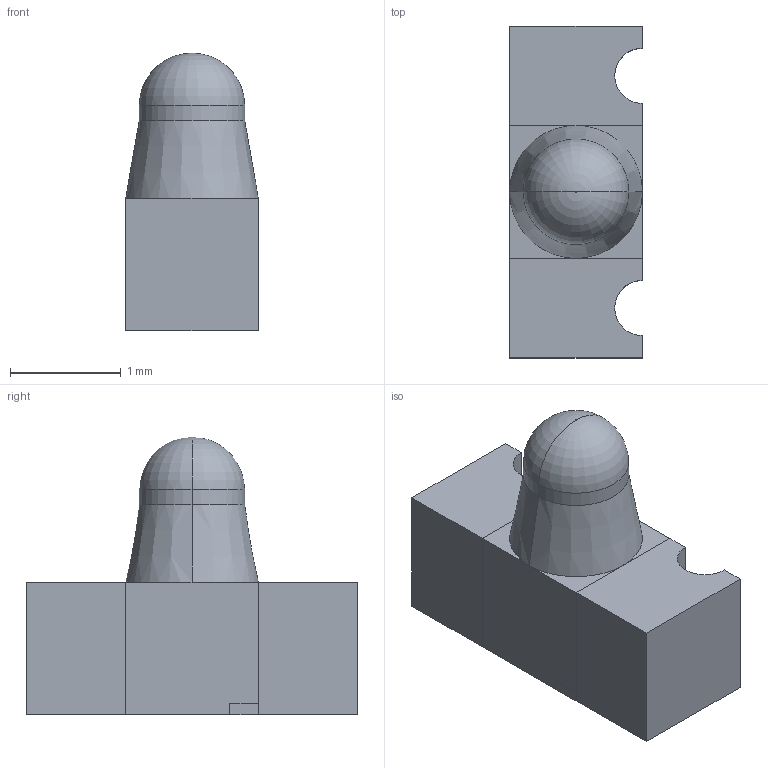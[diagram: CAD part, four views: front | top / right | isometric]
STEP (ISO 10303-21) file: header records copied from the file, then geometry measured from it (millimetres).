
FILE_DESCRIPTION (( 'STEP AP214' ), '1' );
FILE_NAME ('VSMY14940.STEP', '2022-12-21T19:49:26', ( '' ), ( '' ), 'SwSTEP 2.0', 'SolidWorks 2022', '' );
FILE_SCHEMA (( 'AUTOMOTIVE_DESIGN' ));
Length unit declared in the file: millimetre
Products named in the file (1): VSMY14940
Bounding box: 1.2 x 3 x 2.51 mm (x, y, z)
Volume: 5 mm3; surface area: 31 mm2
Topology: 6 solids, 6 shells, 40 faces, 82 edges, 54 vertices
Faces by surface type: plane 32, cylinder 4, cone 2, torus 2
Entity records: 1136 total; most frequent: DIRECTION 180, CARTESIAN_POINT 177, ORIENTED_EDGE 164, EDGE_CURVE 82, LINE 66, VECTOR 66, AXIS2_PLACEMENT_3D 57, VERTEX_POINT 54
